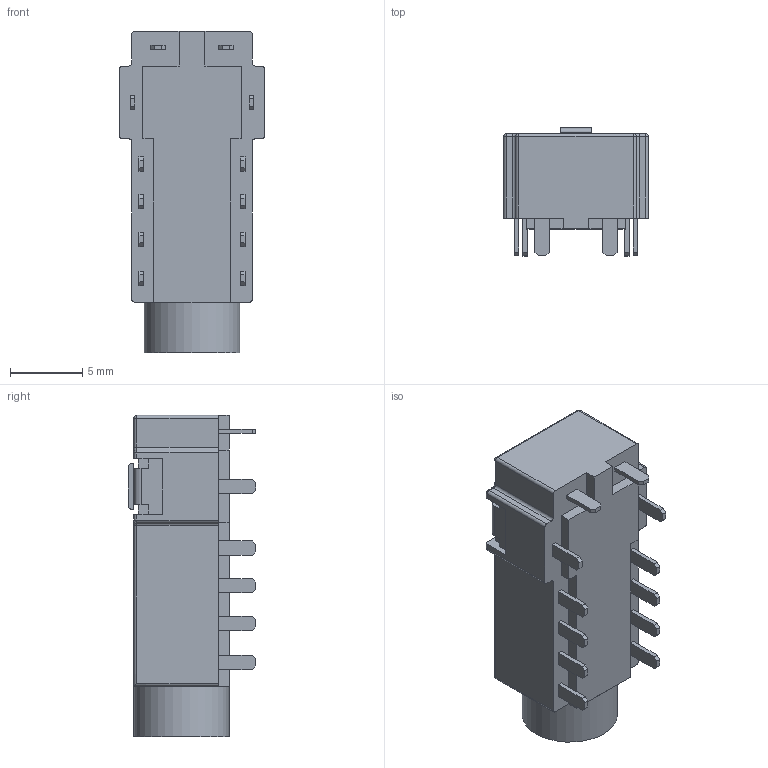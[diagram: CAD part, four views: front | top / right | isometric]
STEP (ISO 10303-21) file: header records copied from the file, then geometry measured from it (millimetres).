
FILE_DESCRIPTION(/* description */ (''),/* implementation_level */ '2;1');
FILE_NAME(/* name */ 'YUXI PJ-4.5.step',/* time_stamp */ '2023-07-09T17:15:44+02:00',/* author */ (''),/* organization */ (''),/* preprocessor_version */ 'ST-DEVELOPER v19.2',/* originating_system */ 'Autodesk Translation Framework v12.6.0.85',/* authorisation */ '');
FILE_SCHEMA (('AUTOMOTIVE_DESIGN { 1 0 10303 214 3 1 1 }'));
Length unit declared in the file: millimetre
Products named in the file (1): YUXI PJ-4.5
Bounding box: 10 x 8.85 x 22.25 mm (x, y, z)
Volume: 777 mm3; surface area: 1213.4 mm2
Topology: 1 solids, 1 shells, 218 faces, 564 edges, 363 vertices
Faces by surface type: plane 175, cylinder 32, sphere 6, torus 4, cone 1
Full cylindrical faces by diameter (mm): 4.45 x1, 6 x1, 6.6 x1
Entity records: 6691 total; most frequent: CARTESIAN_POINT 1146, ORIENTED_EDGE 1128, DIRECTION 1073, EDGE_CURVE 564, LINE 493, VECTOR 493, VERTEX_POINT 363, AXIS2_PLACEMENT_3D 290
